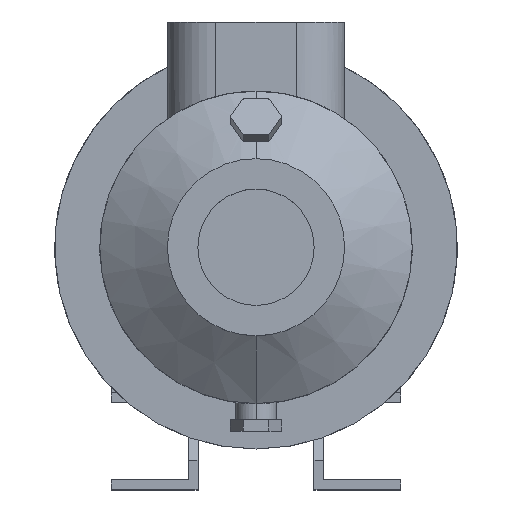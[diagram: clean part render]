
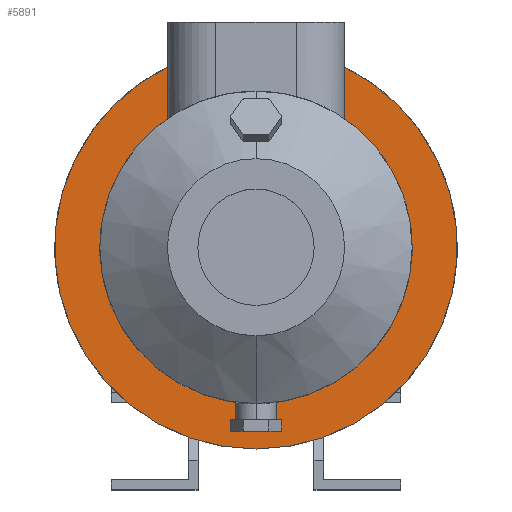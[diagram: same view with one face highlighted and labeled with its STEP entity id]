
A CAD part, top view. The second image highlights one B-rep face of the part: STEP entity #5891.
In plain terms, the highlighted planar face has unit normal (0, 0, 1).
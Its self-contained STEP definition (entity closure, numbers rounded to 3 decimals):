
#87 = DIRECTION ( 'NONE',  ( 0., -1., 0. ) ) ;
#602 = AXIS2_PLACEMENT_3D ( 'NONE', #9919, #6124, #2256 ) ;
#616 = CARTESIAN_POINT ( 'NONE',  ( 0., 0., -43. ) ) ;
#660 = VERTEX_POINT ( 'NONE', #3739 ) ;
#839 = EDGE_CURVE ( 'NONE', #979, #11721, #8647, .T. ) ;
#979 = VERTEX_POINT ( 'NONE', #7296 ) ;
#1534 = ORIENTED_EDGE ( 'NONE', *, *, #5481, .T. ) ;
#1542 = DIRECTION ( 'NONE',  ( 0., 1., 0. ) ) ;
#1969 = CARTESIAN_POINT ( 'NONE',  ( 0., 97., -43. ) ) ;
#1975 = AXIS2_PLACEMENT_3D ( 'NONE', #4425, #7984, #1542 ) ;
#2008 = DIRECTION ( 'NONE',  ( 0., 1., 0. ) ) ;
#2138 = VERTEX_POINT ( 'NONE', #6672 ) ;
#2205 = CIRCLE ( 'NONE', #6323, 125. ) ;
#2256 = DIRECTION ( 'NONE',  ( 0., 1., 0. ) ) ;
#2616 = ORIENTED_EDGE ( 'NONE', *, *, #6546, .F. ) ;
#3119 = EDGE_CURVE ( 'NONE', #10653, #2138, #9359, .T. ) ;
#3711 = EDGE_CURVE ( 'NONE', #10653, #3729, #7275, .T. ) ;
#3729 = VERTEX_POINT ( 'NONE', #9758 ) ;
#3739 = CARTESIAN_POINT ( 'NONE',  ( 0., -125., -43. ) ) ;
#4282 = ORIENTED_EDGE ( 'NONE', *, *, #3711, .T. ) ;
#4425 = CARTESIAN_POINT ( 'NONE',  ( 0., 0., -43. ) ) ;
#4451 = CARTESIAN_POINT ( 'NONE',  ( 55., 79.9, -43. ) ) ;
#4684 = ORIENTED_EDGE ( 'NONE', *, *, #839, .T. ) ;
#4766 = ORIENTED_EDGE ( 'NONE', *, *, #8954, .F. ) ;
#4878 = VECTOR ( 'NONE', #7907, 1000. ) ;
#4882 = ORIENTED_EDGE ( 'NONE', *, *, #3119, .F. ) ;
#5086 = CARTESIAN_POINT ( 'NONE',  ( -55., -125.002, -43. ) ) ;
#5140 = CARTESIAN_POINT ( 'NONE',  ( -55., 112.25, -43. ) ) ;
#5481 = EDGE_CURVE ( 'NONE', #3729, #979, #11546, .T. ) ;
#5891 = ADVANCED_FACE ( 'NONE', ( #11158 ), #8290, .T. ) ;
#6120 = CARTESIAN_POINT ( 'NONE',  ( 0., 0., -43. ) ) ;
#6124 = DIRECTION ( 'NONE',  ( 0., 0., -1. ) ) ;
#6278 = CIRCLE ( 'NONE', #7842, 125. ) ;
#6323 = AXIS2_PLACEMENT_3D ( 'NONE', #6120, #11622, #7218 ) ;
#6546 = EDGE_CURVE ( 'NONE', #660, #11721, #6278, .T. ) ;
#6672 = CARTESIAN_POINT ( 'NONE',  ( 55., 112.25, -43. ) ) ;
#6786 = CARTESIAN_POINT ( 'NONE',  ( 55., -125.002, -43. ) ) ;
#6980 = DIRECTION ( 'NONE',  ( 0., 0., -1. ) ) ;
#7218 = DIRECTION ( 'NONE',  ( 0., 1., 0. ) ) ;
#7275 = CIRCLE ( 'NONE', #1975, 97. ) ;
#7296 = CARTESIAN_POINT ( 'NONE',  ( -55., 79.9, -43. ) ) ;
#7820 = AXIS2_PLACEMENT_3D ( 'NONE', #1969, #9389, #87 ) ;
#7842 = AXIS2_PLACEMENT_3D ( 'NONE', #616, #6980, #9067 ) ;
#7907 = DIRECTION ( 'NONE',  ( 0., 1., 0. ) ) ;
#7984 = DIRECTION ( 'NONE',  ( 0., 0., -1. ) ) ;
#8290 = PLANE ( 'NONE',  #7820 ) ;
#8647 = LINE ( 'NONE', #5086, #4878 ) ;
#8954 = EDGE_CURVE ( 'NONE', #2138, #660, #2205, .T. ) ;
#9067 = DIRECTION ( 'NONE',  ( 0., 1., 0. ) ) ;
#9359 = LINE ( 'NONE', #6786, #10718 ) ;
#9389 = DIRECTION ( 'NONE',  ( 0., 0., 1. ) ) ;
#9758 = CARTESIAN_POINT ( 'NONE',  ( 0., -97., -43. ) ) ;
#9919 = CARTESIAN_POINT ( 'NONE',  ( 0., 0., -43. ) ) ;
#10633 = EDGE_LOOP ( 'NONE', ( #4766, #4882, #4282, #1534, #4684, #2616 ) ) ;
#10653 = VERTEX_POINT ( 'NONE', #4451 ) ;
#10718 = VECTOR ( 'NONE', #2008, 1000. ) ;
#11158 = FACE_OUTER_BOUND ( 'NONE', #10633, .T. ) ;
#11546 = CIRCLE ( 'NONE', #602, 97. ) ;
#11622 = DIRECTION ( 'NONE',  ( 0., 0., -1. ) ) ;
#11721 = VERTEX_POINT ( 'NONE', #5140 ) ;
